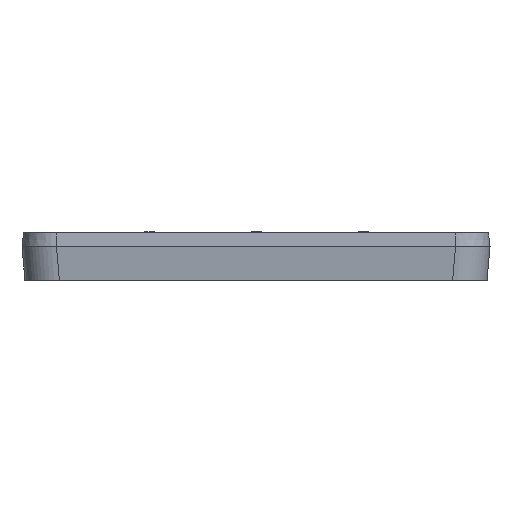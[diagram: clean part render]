
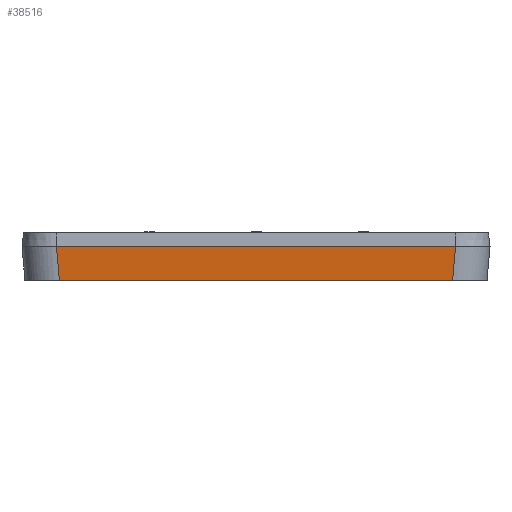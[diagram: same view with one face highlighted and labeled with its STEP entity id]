
A CAD part, front view. The second image highlights one B-rep face of the part: STEP entity #38516.
In plain terms, the highlighted planar face has unit normal (0, -0.996, -0.087).
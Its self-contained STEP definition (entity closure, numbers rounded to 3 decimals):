
#136 = B_SPLINE_CURVE_WITH_KNOTS ( 'NONE', 3,
 ( #4545, #16455, #28399, #1594 ),
 .UNSPECIFIED., .F., .F.,
 ( 4, 4 ),
 ( 0., 1. ),
 .UNSPECIFIED. ) ;
#971 = DIRECTION ( 'NONE',  ( 0., -0.996, -0.087 ) ) ;
#1011 = CARTESIAN_POINT ( 'NONE',  ( 79.15, 499.366, -5.1 ) ) ;
#1594 = CARTESIAN_POINT ( 'NONE',  ( 19.906, 498.92, 0. ) ) ;
#2226 = AXIS2_PLACEMENT_3D ( 'NONE', #27765, #971, #12898 ) ;
#2930 = CARTESIAN_POINT ( 'NONE',  ( 79.596, 498.92, 0. ) ) ;
#3908 = FACE_OUTER_BOUND ( 'NONE', #18285, .T. ) ;
#3952 = CARTESIAN_POINT ( 'NONE',  ( 79.596, 498.92, 0. ) ) ;
#4545 = CARTESIAN_POINT ( 'NONE',  ( 20.352, 499.366, -5.1 ) ) ;
#9732 = CARTESIAN_POINT ( 'NONE',  ( 19.906, 498.92, 0. ) ) ;
#10243 = VERTEX_POINT ( 'NONE', #38343 ) ;
#10273 = DIRECTION ( 'NONE',  ( -1., 0., 0. ) ) ;
#12676 = CARTESIAN_POINT ( 'NONE',  ( 79.596, 498.92, 0. ) ) ;
#12898 = DIRECTION ( 'NONE',  ( 0., 0.087, -0.996 ) ) ;
#13990 = VERTEX_POINT ( 'NONE', #2930 ) ;
#14653 = VERTEX_POINT ( 'NONE', #32686 ) ;
#15176 = ORIENTED_EDGE ( 'NONE', *, *, #18495, .F. ) ;
#15345 = ORIENTED_EDGE ( 'NONE', *, *, #22134, .F. ) ;
#15825 = PLANE ( 'NONE',  #2226 ) ;
#15870 = CARTESIAN_POINT ( 'NONE',  ( 79.448, 499.068, -1.7 ) ) ;
#16455 = CARTESIAN_POINT ( 'NONE',  ( 20.203, 499.217, -3.4 ) ) ;
#18204 = B_SPLINE_CURVE_WITH_KNOTS ( 'NONE', 3,
 ( #3952, #15870, #27807, #1011 ),
 .UNSPECIFIED., .F., .F.,
 ( 4, 4 ),
 ( 0., 1. ),
 .UNSPECIFIED. ) ;
#18285 = EDGE_LOOP ( 'NONE', ( #15176, #15345, #26865, #19969 ) ) ;
#18495 = EDGE_CURVE ( 'NONE', #10243, #38357, #136, .T. ) ;
#19969 = ORIENTED_EDGE ( 'NONE', *, *, #30556, .T. ) ;
#20868 = VECTOR ( 'NONE', #10273, 1000. ) ;
#22134 = EDGE_CURVE ( 'NONE', #14653, #10243, #25128, .T. ) ;
#24590 = CARTESIAN_POINT ( 'NONE',  ( 59.7, 498.92, 0. ) ) ;
#25128 = LINE ( 'NONE', #37107, #20868 ) ;
#26865 = ORIENTED_EDGE ( 'NONE', *, *, #35739, .F. ) ;
#27765 = CARTESIAN_POINT ( 'NONE',  ( 14.751, 498.746, 1.985 ) ) ;
#27807 = CARTESIAN_POINT ( 'NONE',  ( 79.299, 499.217, -3.4 ) ) ;
#28399 = CARTESIAN_POINT ( 'NONE',  ( 20.055, 499.068, -1.7 ) ) ;
#30556 = EDGE_CURVE ( 'NONE', #13990, #38357, #32921, .T. ) ;
#32686 = CARTESIAN_POINT ( 'NONE',  ( 79.15, 499.366, -5.1 ) ) ;
#32921 = B_SPLINE_CURVE_WITH_KNOTS ( 'NONE', 3,
 ( #12676, #24590, #36566, #9732 ),
 .UNSPECIFIED., .F., .F.,
 ( 4, 4 ),
 ( 0., 1. ),
 .UNSPECIFIED. ) ;
#34681 = CARTESIAN_POINT ( 'NONE',  ( 19.906, 498.92, 0. ) ) ;
#35739 = EDGE_CURVE ( 'NONE', #13990, #14653, #18204, .T. ) ;
#36566 = CARTESIAN_POINT ( 'NONE',  ( 39.803, 498.92, 0. ) ) ;
#37107 = CARTESIAN_POINT ( 'NONE',  ( 49.751, 499.366, -5.1 ) ) ;
#38343 = CARTESIAN_POINT ( 'NONE',  ( 20.352, 499.366, -5.1 ) ) ;
#38357 = VERTEX_POINT ( 'NONE', #34681 ) ;
#38516 = ADVANCED_FACE ( 'NONE', ( #3908 ), #15825, .T. ) ;
